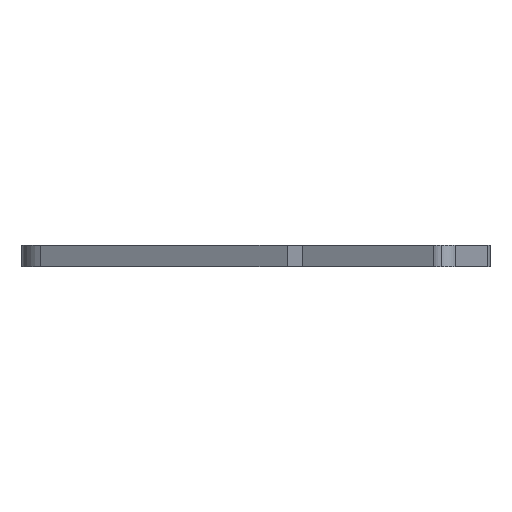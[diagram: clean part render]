
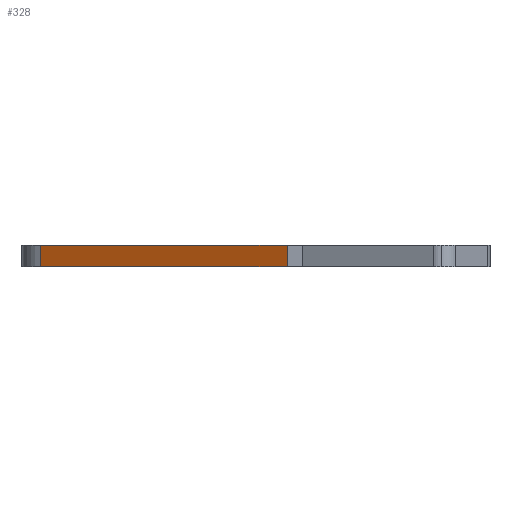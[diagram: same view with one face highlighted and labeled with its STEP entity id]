
A CAD part, left-side view. The second image highlights one B-rep face of the part: STEP entity #328.
In plain terms, the highlighted planar face has unit normal (-0.866, 0.5, 0).
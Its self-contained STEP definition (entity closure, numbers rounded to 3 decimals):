
#1 = CARTESIAN_POINT ( 'NONE',  ( -18.169, 3.5, 4. ) ) ;
#160 = VERTEX_POINT ( 'NONE', #481 ) ;
#203 = VERTEX_POINT ( 'NONE', #1 ) ;
#243 = EDGE_CURVE ( 'NONE', #203, #160, #604, .T. ) ;
#303 = EDGE_CURVE ( 'NONE', #416, #306, #754, .T. ) ;
#306 = VERTEX_POINT ( 'NONE', #727 ) ;
#319 = EDGE_LOOP ( 'NONE', ( #330, #333, #332, #336 ) ) ;
#320 = EDGE_CURVE ( 'NONE', #203, #416, #598, .T. ) ;
#328 = ADVANCED_FACE ( 'NONE', ( #586 ), #632, .F. ) ;
#329 = EDGE_CURVE ( 'NONE', #160, #306, #618, .T. ) ;
#330 = ORIENTED_EDGE ( 'NONE', *, *, #303, .T. ) ;
#332 = ORIENTED_EDGE ( 'NONE', *, *, #243, .F. ) ;
#333 = ORIENTED_EDGE ( 'NONE', *, *, #329, .F. ) ;
#336 = ORIENTED_EDGE ( 'NONE', *, *, #320, .T. ) ;
#416 = VERTEX_POINT ( 'NONE', #895 ) ;
#481 = CARTESIAN_POINT ( 'NONE',  ( -44.844, -42.702, 4. ) ) ;
#586 = FACE_OUTER_BOUND ( 'NONE', #319, .T. ) ;
#597 = CARTESIAN_POINT ( 'NONE',  ( -18.169, 3.5, 4. ) ) ;
#598 = LINE ( 'NONE', #597, #612 ) ;
#604 = LINE ( 'NONE', #616, #615 ) ;
#611 = DIRECTION ( 'NONE',  ( 0., 0., -1. ) ) ;
#612 = VECTOR ( 'NONE', #611, 1000. ) ;
#614 = DIRECTION ( 'NONE',  ( -0.5, -0.866, 0. ) ) ;
#615 = VECTOR ( 'NONE', #614, 1000. ) ;
#616 = CARTESIAN_POINT ( 'NONE',  ( -18.169, 3.5, 4. ) ) ;
#618 = LINE ( 'NONE', #620, #619 ) ;
#619 = VECTOR ( 'NONE', #621, 1000. ) ;
#620 = CARTESIAN_POINT ( 'NONE',  ( -44.844, -42.702, 4. ) ) ;
#621 = DIRECTION ( 'NONE',  ( 0., 0., -1. ) ) ;
#626 = DIRECTION ( 'NONE',  ( 0.5, 0.866, 0. ) ) ;
#627 = DIRECTION ( 'NONE',  ( 0.866, -0.5, 0. ) ) ;
#628 = AXIS2_PLACEMENT_3D ( 'NONE', #631, #627, #626 ) ;
#631 = CARTESIAN_POINT ( 'NONE',  ( -18.169, 3.5, 4. ) ) ;
#632 = PLANE ( 'NONE',  #628 ) ;
#727 = CARTESIAN_POINT ( 'NONE',  ( -44.844, -42.702, 0. ) ) ;
#751 = DIRECTION ( 'NONE',  ( -0.5, -0.866, 0. ) ) ;
#752 = VECTOR ( 'NONE', #751, 1000. ) ;
#753 = CARTESIAN_POINT ( 'NONE',  ( -18.169, 3.5, 0. ) ) ;
#754 = LINE ( 'NONE', #753, #752 ) ;
#895 = CARTESIAN_POINT ( 'NONE',  ( -18.169, 3.5, 0. ) ) ;
